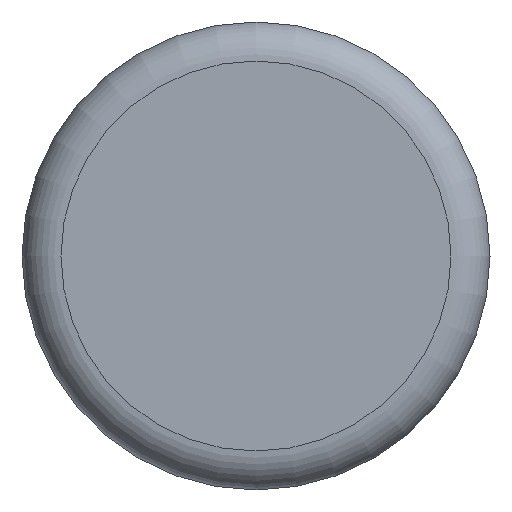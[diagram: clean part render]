
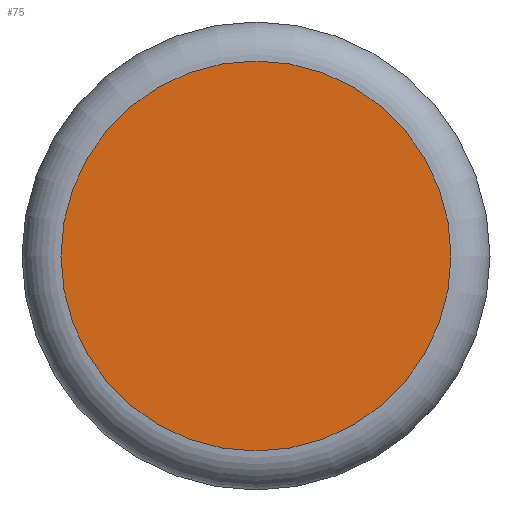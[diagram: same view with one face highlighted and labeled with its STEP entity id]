
A CAD part, left-side view. The second image highlights one B-rep face of the part: STEP entity #75.
In plain terms, the highlighted planar face has unit normal (-1, 0, 0).
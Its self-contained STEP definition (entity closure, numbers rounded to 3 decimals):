
#15=PLANE('',#100);
#22=FACE_OUTER_BOUND('',#27,.T.);
#27=EDGE_LOOP('',(#64));
#32=CIRCLE('',#95,1.25);
#40=VERTEX_POINT('',#139);
#46=EDGE_CURVE('',#40,#40,#32,.T.);
#64=ORIENTED_EDGE('',*,*,#46,.F.);
#75=ADVANCED_FACE('',(#22),#15,.F.);
#95=AXIS2_PLACEMENT_3D('',#141,#113,#114);
#100=AXIS2_PLACEMENT_3D('',#149,#124,#125);
#113=DIRECTION('center_axis',(1.,0.,0.));
#114=DIRECTION('ref_axis',(0.,1.,0.));
#124=DIRECTION('center_axis',(1.,0.,0.));
#125=DIRECTION('ref_axis',(0.,1.,0.));
#139=CARTESIAN_POINT('',(0.,0.,1.25));
#141=CARTESIAN_POINT('Origin',(0.,0.,0.));
#149=CARTESIAN_POINT('Origin',(0.,0.,0.));
